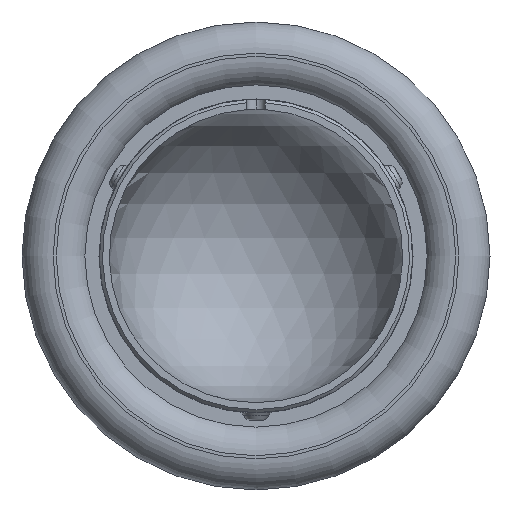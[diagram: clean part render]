
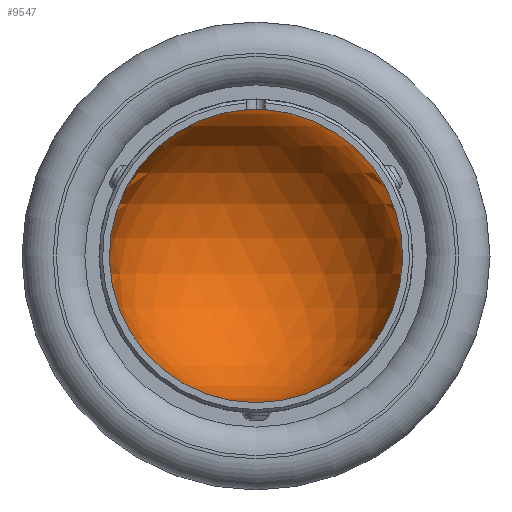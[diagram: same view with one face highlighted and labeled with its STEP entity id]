
A CAD part, front view. The second image highlights one B-rep face of the part: STEP entity #9547.
In plain terms, the highlighted spherical face has radius 23.5 mm.
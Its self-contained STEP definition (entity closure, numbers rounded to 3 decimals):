
#1412 = CIRCLE ( 'NONE', #14722, 23.5 ) ;
#1772 = ORIENTED_EDGE ( 'NONE', *, *, #3196, .T. ) ;
#1856 = DIRECTION ( 'NONE',  ( -1., 0., 0. ) ) ;
#2738 = CARTESIAN_POINT ( 'NONE',  ( -1.45, 33.5, 23.455 ) ) ;
#3196 = EDGE_CURVE ( 'NONE', #11455, #12748, #1412, .T. ) ;
#3752 = ORIENTED_EDGE ( 'NONE', *, *, #13868, .T. ) ;
#3957 = CARTESIAN_POINT ( 'NONE',  ( 1.45, 33.5, 23.455 ) ) ;
#5472 = FACE_OUTER_BOUND ( 'NONE', #9285, .T. ) ;
#6122 = CARTESIAN_POINT ( 'NONE',  ( 0., 33.5, 0. ) ) ;
#6214 = DIRECTION ( 'NONE',  ( 0., -1., 0. ) ) ;
#6525 = DIRECTION ( 'NONE',  ( 0., 0., -1. ) ) ;
#6631 = DIRECTION ( 'NONE',  ( 0., 0., -1. ) ) ;
#6715 = AXIS2_PLACEMENT_3D ( 'NONE', #13565, #6525, #1856 ) ;
#8994 = DIRECTION ( 'NONE',  ( 0., -1., 0. ) ) ;
#9285 = EDGE_LOOP ( 'NONE', ( #3752, #1772 ) ) ;
#9547 = ADVANCED_FACE ( 'NONE', ( #5472 ), #12447, .F. ) ;
#9945 = CARTESIAN_POINT ( 'NONE',  ( 0., 33.5, 0. ) ) ;
#10778 = DIRECTION ( 'NONE',  ( 0., 0., -1. ) ) ;
#11226 = AXIS2_PLACEMENT_3D ( 'NONE', #9945, #8994, #6631 ) ;
#11455 = VERTEX_POINT ( 'NONE', #2738 ) ;
#11999 = CIRCLE ( 'NONE', #11226, 23.5 ) ;
#12447 = SPHERICAL_SURFACE ( 'NONE', #6715, 23.5 ) ;
#12748 = VERTEX_POINT ( 'NONE', #3957 ) ;
#13565 = CARTESIAN_POINT ( 'NONE',  ( 0., 33.5, 0. ) ) ;
#13868 = EDGE_CURVE ( 'NONE', #12748, #11455, #11999, .T. ) ;
#14722 = AXIS2_PLACEMENT_3D ( 'NONE', #6122, #6214, #10778 ) ;
